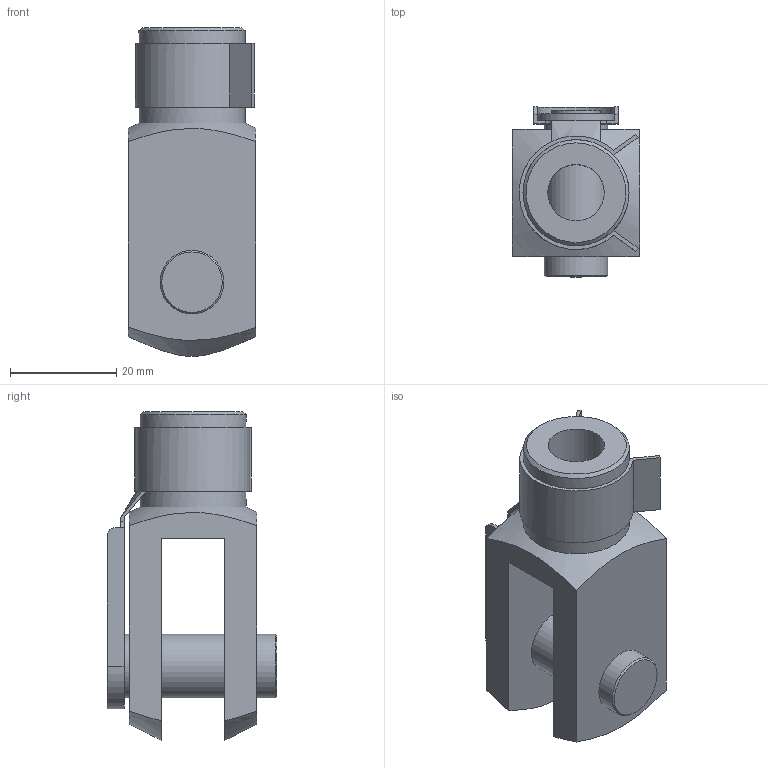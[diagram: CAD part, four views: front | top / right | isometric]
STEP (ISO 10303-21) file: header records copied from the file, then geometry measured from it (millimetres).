
FILE_DESCRIPTION(/* description */ (''),/* implementation_level */ '2;1');
FILE_NAME(/* name */ 'CAD_9189.stp',/* time_stamp */ '2016-06-03T11:54:38+02:00',/* author */ ('Hypex'),/* organization */ ('Hypex'),/* preprocessor_version */ 'ST-DEVELOPER v16.1',/* originating_system */ 'Autodesk Inventor 2016',/* authorisation */ '');
FILE_SCHEMA (('AUTOMOTIVE_DESIGN { 1 0 10303 214 3 1 1 }'));
Length unit declared in the file: millimetre
Products named in the file (1): CAD_9189
Bounding box: 24 x 32 x 62 mm (x, y, z)
Volume: 20037.5 mm3; surface area: 9755.4 mm2
Topology: 1 solids, 1 shells, 54 faces, 142 edges, 93 vertices
Faces by surface type: plane 31, cylinder 15, cone 6, bspline 2
Full cylindrical faces by diameter (mm): 4.061 x1, 9.104 x1, 10.647 x1, 12 x3, 20 x1
Entity records: 1690 total; most frequent: CARTESIAN_POINT 348, ORIENTED_EDGE 252, DIRECTION 251, EDGE_CURVE 126, AXIS2_PLACEMENT_3D 90, VERTEX_POINT 88, EDGE_LOOP 74, LINE 71
